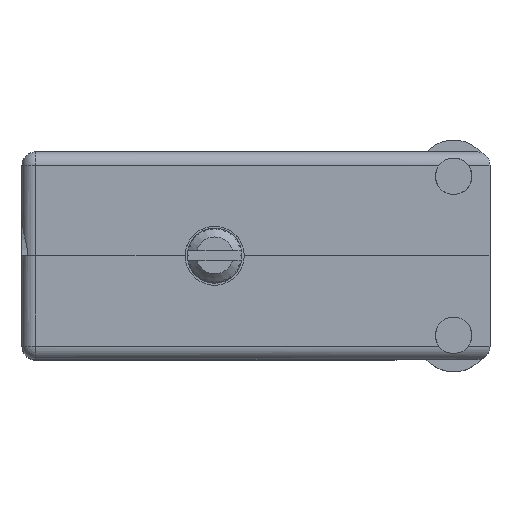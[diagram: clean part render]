
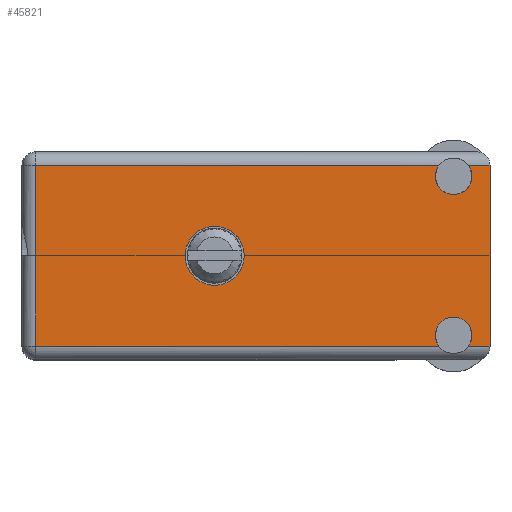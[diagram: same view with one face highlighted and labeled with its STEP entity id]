
A CAD part, top view. The second image highlights one B-rep face of the part: STEP entity #45821.
In plain terms, the highlighted face is planar.
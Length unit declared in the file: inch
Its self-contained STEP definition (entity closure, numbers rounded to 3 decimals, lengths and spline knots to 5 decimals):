
#1230 = EDGE_CURVE ( 'NONE', #73100, #52915, #176875, .T. ) ;
#1739 = DIRECTION ( 'NONE',  ( -1., 0., 0. ) ) ;
#2338 = EDGE_LOOP ( 'NONE', ( #33716, #82211, #7639, #159641, #105581, #183101, #85041, #184203, #34031, #183826 ) ) ;
#3826 = AXIS2_PLACEMENT_3D ( 'NONE', #31207, #183533, #184850 ) ;
#3859 = VERTEX_POINT ( 'NONE', #8605 ) ;
#3967 = CARTESIAN_POINT ( 'NONE',  ( 0.87187, 0.806, -0.3105 ) ) ;
#4056 = VERTEX_POINT ( 'NONE', #183938 ) ;
#4513 = CARTESIAN_POINT ( 'NONE',  ( 0.9465, 0.806, 0.3575 ) ) ;
#7639 = ORIENTED_EDGE ( 'NONE', *, *, #44720, .F. ) ;
#7958 = EDGE_CURVE ( 'NONE', #4056, #162517, #175727, .T. ) ;
#8605 = CARTESIAN_POINT ( 'NONE',  ( 0., 0.806, 0.1015 ) ) ;
#11549 = EDGE_LOOP ( 'NONE', ( #167454, #91173 ) ) ;
#16383 = DIRECTION ( 'NONE',  ( 0., 1., 0. ) ) ;
#26033 = VERTEX_POINT ( 'NONE', #86069 ) ;
#26519 = CARTESIAN_POINT ( 'NONE',  ( 0.9465, 0.806, 0.3105 ) ) ;
#28157 = AXIS2_PLACEMENT_3D ( 'NONE', #104498, #101895, #177989 ) ;
#28921 = DIRECTION ( 'NONE',  ( -1., 0., 0. ) ) ;
#29359 = CARTESIAN_POINT ( 'NONE',  ( 0., 0.806, 0. ) ) ;
#31207 = CARTESIAN_POINT ( 'NONE',  ( 0.8215, 0.806, -0.2735 ) ) ;
#31592 = VECTOR ( 'NONE', #123100, 39.37008 ) ;
#32254 = CARTESIAN_POINT ( 'NONE',  ( 0.8215, 0.806, -0.2735 ) ) ;
#32662 = CARTESIAN_POINT ( 'NONE',  ( 0.87187, 0.806, 0.3105 ) ) ;
#33716 = ORIENTED_EDGE ( 'NONE', *, *, #96945, .T. ) ;
#34031 = ORIENTED_EDGE ( 'NONE', *, *, #79219, .T. ) ;
#36601 = CARTESIAN_POINT ( 'NONE',  ( 0.8215, 0.806, 0.211 ) ) ;
#41985 = DIRECTION ( 'NONE',  ( 0., 0., 1. ) ) ;
#44607 = VERTEX_POINT ( 'NONE', #99194 ) ;
#44720 = EDGE_CURVE ( 'NONE', #53662, #73100, #61175, .T. ) ;
#45821 = ADVANCED_FACE ( 'NONE', ( #184330, #98997 ), #74572, .T. ) ;
#46693 = VECTOR ( 'NONE', #156162, 39.37008 ) ;
#47115 = EDGE_CURVE ( 'NONE', #3859, #80284, #114685, .T. ) ;
#52915 = VERTEX_POINT ( 'NONE', #70746 ) ;
#53662 = VERTEX_POINT ( 'NONE', #32662 ) ;
#55390 = LINE ( 'NONE', #170144, #31592 ) ;
#57272 = LINE ( 'NONE', #136152, #178097 ) ;
#60012 = DIRECTION ( 'NONE',  ( 0., 1., 0. ) ) ;
#60959 = AXIS2_PLACEMENT_3D ( 'NONE', #136151, #75230, #28921 ) ;
#61175 = CIRCLE ( 'NONE', #141794, 0.0625 ) ;
#63781 = VERTEX_POINT ( 'NONE', #67633 ) ;
#64674 = DIRECTION ( 'NONE',  ( 0., 0., 1. ) ) ;
#65615 = EDGE_CURVE ( 'NONE', #26033, #63781, #130203, .T. ) ;
#65996 = CARTESIAN_POINT ( 'NONE',  ( 0.8215, 0.806, 0.2735 ) ) ;
#67633 = CARTESIAN_POINT ( 'NONE',  ( -0.6155, 0.806, 0.3105 ) ) ;
#70746 = CARTESIAN_POINT ( 'NONE',  ( 0.77113, 0.806, 0.3105 ) ) ;
#73100 = VERTEX_POINT ( 'NONE', #36601 ) ;
#74572 = PLANE ( 'NONE',  #60959 ) ;
#75230 = DIRECTION ( 'NONE',  ( 0., 1., 0. ) ) ;
#76775 = LINE ( 'NONE', #26519, #143076 ) ;
#79219 = EDGE_CURVE ( 'NONE', #44607, #26033, #57272, .T. ) ;
#80284 = VERTEX_POINT ( 'NONE', #96274 ) ;
#82211 = ORIENTED_EDGE ( 'NONE', *, *, #1230, .F. ) ;
#85041 = ORIENTED_EDGE ( 'NONE', *, *, #7958, .F. ) ;
#86069 = CARTESIAN_POINT ( 'NONE',  ( -0.6155, 0.806, -0.3105 ) ) ;
#87891 = AXIS2_PLACEMENT_3D ( 'NONE', #65996, #154042, #64674 ) ;
#91173 = ORIENTED_EDGE ( 'NONE', *, *, #105035, .F. ) ;
#96274 = CARTESIAN_POINT ( 'NONE',  ( 0., 0.806, -0.1015 ) ) ;
#96945 = EDGE_CURVE ( 'NONE', #63781, #52915, #55390, .T. ) ;
#98997 = FACE_OUTER_BOUND ( 'NONE', #2338, .T. ) ;
#99194 = CARTESIAN_POINT ( 'NONE',  ( 0.77113, 0.806, -0.3105 ) ) ;
#100791 = AXIS2_PLACEMENT_3D ( 'NONE', #32254, #16383, #169949 ) ;
#101895 = DIRECTION ( 'NONE',  ( 0., 1., 0. ) ) ;
#104498 = CARTESIAN_POINT ( 'NONE',  ( 0., 0.806, 0. ) ) ;
#105035 = EDGE_CURVE ( 'NONE', #80284, #3859, #141802, .T. ) ;
#105581 = ORIENTED_EDGE ( 'NONE', *, *, #177256, .F. ) ;
#111177 = CARTESIAN_POINT ( 'NONE',  ( -0.6625, 0.806, -0.3105 ) ) ;
#111402 = AXIS2_PLACEMENT_3D ( 'NONE', #29359, #135260, #41985 ) ;
#112627 = CARTESIAN_POINT ( 'NONE',  ( 0.9465, 0.806, -0.3105 ) ) ;
#114685 = CIRCLE ( 'NONE', #28157, 0.1015 ) ;
#118928 = DIRECTION ( 'NONE',  ( 0., 0., 1. ) ) ;
#122748 = EDGE_CURVE ( 'NONE', #182952, #162517, #167551, .T. ) ;
#123100 = DIRECTION ( 'NONE',  ( 1., 0., 0. ) ) ;
#130203 = LINE ( 'NONE', #135487, #196571 ) ;
#130992 = VERTEX_POINT ( 'NONE', #173309 ) ;
#132427 = DIRECTION ( 'NONE',  ( 1., 0., 0. ) ) ;
#135260 = DIRECTION ( 'NONE',  ( 0., 1., 0. ) ) ;
#135487 = CARTESIAN_POINT ( 'NONE',  ( -0.6155, 0.806, -0.3575 ) ) ;
#136151 = CARTESIAN_POINT ( 'NONE',  ( -0.6625, 0.806, -0.3575 ) ) ;
#136152 = CARTESIAN_POINT ( 'NONE',  ( -0.6625, 0.806, -0.3105 ) ) ;
#137401 = CARTESIAN_POINT ( 'NONE',  ( 0.8215, 0.806, 0.2735 ) ) ;
#141794 = AXIS2_PLACEMENT_3D ( 'NONE', #137401, #60012, #165917 ) ;
#141802 = CIRCLE ( 'NONE', #111402, 0.1015 ) ;
#143076 = VECTOR ( 'NONE', #132427, 39.37008 ) ;
#144095 = DIRECTION ( 'NONE',  ( 0., 0., 1. ) ) ;
#154042 = DIRECTION ( 'NONE',  ( 0., 1., 0. ) ) ;
#155710 = EDGE_CURVE ( 'NONE', #44607, #4056, #175677, .T. ) ;
#156162 = DIRECTION ( 'NONE',  ( -1., 0., 0. ) ) ;
#159641 = ORIENTED_EDGE ( 'NONE', *, *, #193176, .T. ) ;
#162517 = VERTEX_POINT ( 'NONE', #3967 ) ;
#163695 = LINE ( 'NONE', #4513, #194507 ) ;
#165917 = DIRECTION ( 'NONE',  ( 0., 0., 1. ) ) ;
#167454 = ORIENTED_EDGE ( 'NONE', *, *, #47115, .F. ) ;
#167551 = LINE ( 'NONE', #111177, #46693 ) ;
#169949 = DIRECTION ( 'NONE',  ( 0., 0., 1. ) ) ;
#170144 = CARTESIAN_POINT ( 'NONE',  ( 0.9465, 0.806, 0.3105 ) ) ;
#173309 = CARTESIAN_POINT ( 'NONE',  ( 0.9465, 0.806, 0.3105 ) ) ;
#175677 = CIRCLE ( 'NONE', #3826, 0.0625 ) ;
#175727 = CIRCLE ( 'NONE', #100791, 0.0625 ) ;
#176875 = CIRCLE ( 'NONE', #87891, 0.0625 ) ;
#177256 = EDGE_CURVE ( 'NONE', #182952, #130992, #163695, .T. ) ;
#177989 = DIRECTION ( 'NONE',  ( 0., 0., 1. ) ) ;
#178097 = VECTOR ( 'NONE', #1739, 39.37008 ) ;
#182952 = VERTEX_POINT ( 'NONE', #112627 ) ;
#183101 = ORIENTED_EDGE ( 'NONE', *, *, #122748, .T. ) ;
#183533 = DIRECTION ( 'NONE',  ( 0., 1., 0. ) ) ;
#183826 = ORIENTED_EDGE ( 'NONE', *, *, #65615, .T. ) ;
#183938 = CARTESIAN_POINT ( 'NONE',  ( 0.8215, 0.806, -0.211 ) ) ;
#184203 = ORIENTED_EDGE ( 'NONE', *, *, #155710, .F. ) ;
#184330 = FACE_BOUND ( 'NONE', #11549, .T. ) ;
#184850 = DIRECTION ( 'NONE',  ( 0., 0., 1. ) ) ;
#193176 = EDGE_CURVE ( 'NONE', #53662, #130992, #76775, .T. ) ;
#194507 = VECTOR ( 'NONE', #144095, 39.37008 ) ;
#196571 = VECTOR ( 'NONE', #118928, 39.37008 ) ;
